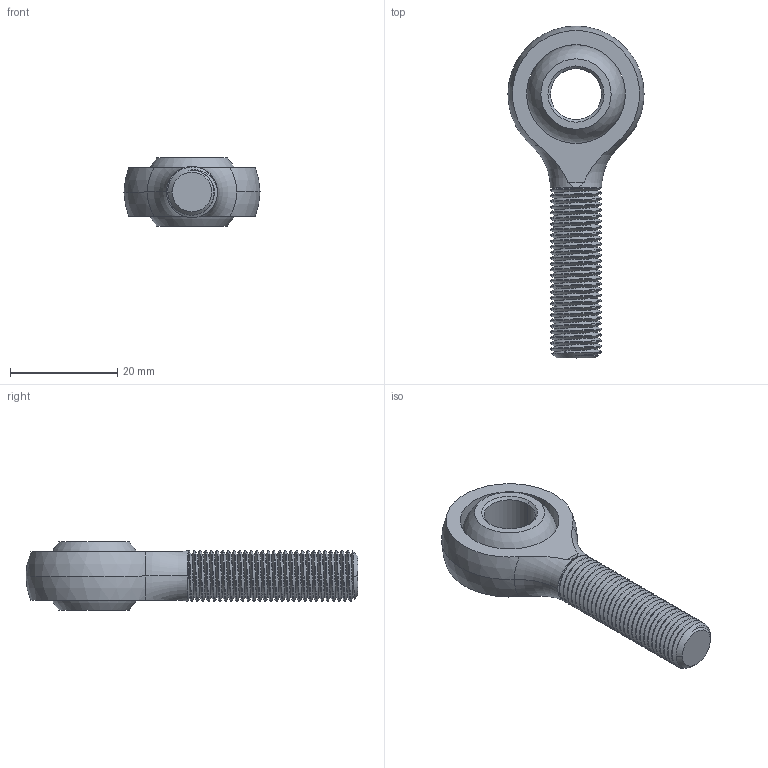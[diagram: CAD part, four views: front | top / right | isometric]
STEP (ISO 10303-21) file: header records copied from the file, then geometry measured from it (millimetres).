
FILE_DESCRIPTION (( 'STEP AP203' ), '1' );
FILE_NAME ('60645K141_Ball Joint Rod End.STEP', '2024-02-28T21:25:34', ( 'Administrator' ), ( 'Managed by Terraform' ), 'SwSTEP 2.0', 'SolidWorks 2017', '' );
FILE_SCHEMA (( 'CONFIG_CONTROL_DESIGN' ));
Length unit declared in the file: inch
Products named in the file (1): 60645K141_Ball Joint Rod End
Bounding box: 25.4 x 61.91 x 12.7 mm (x, y, z)
Volume: 6273.3 mm3; surface area: 4501.8 mm2
Topology: 2 solids, 2 shells, 89 faces, 247 edges, 162 vertices
Faces by surface type: cylinder 63, cone 9, plane 7, sphere 4, torus 3, bspline 3
Entity records: 7562 total; most frequent: CARTESIAN_POINT 5585, ORIENTED_EDGE 488, DIRECTION 316, EDGE_CURVE 244, VERTEX_POINT 161, AXIS2_PLACEMENT_3D 122, EDGE_LOOP 95, FACE_OUTER_BOUND 89
